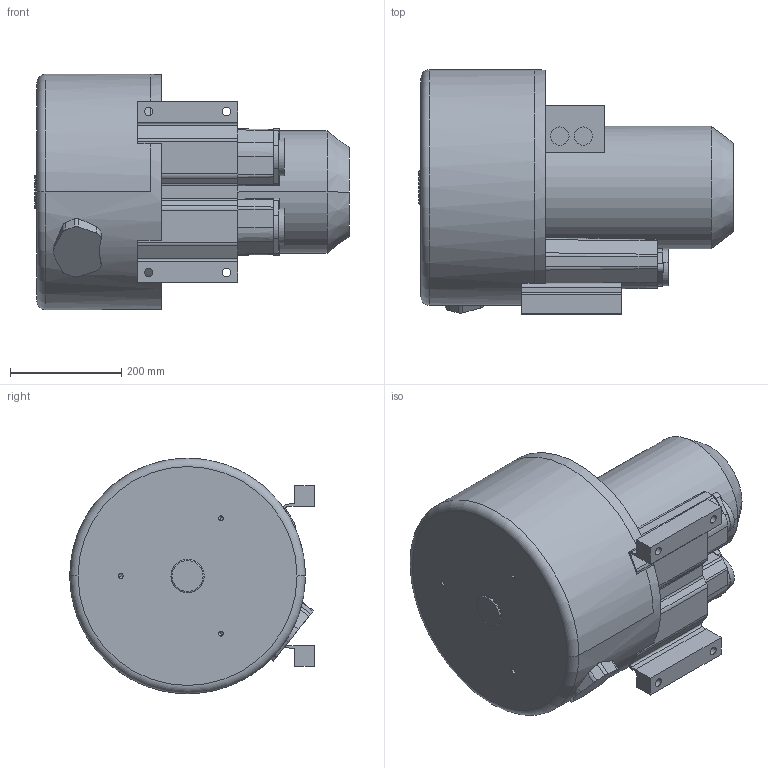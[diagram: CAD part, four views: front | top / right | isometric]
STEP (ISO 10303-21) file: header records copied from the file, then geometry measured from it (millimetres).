
FILE_DESCRIPTION((''),'2;1');
FILE_NAME('VSC0495_2PP401_GEWFL_ASM','2017-08-22T',('cfitz'),('vacuvane vacuum technology gmbh'),'CREO PARAMETRIC BY PTC INC, 2016130','CREO PARAMETRIC BY PTC INC, 2016130','');
FILE_SCHEMA(('CONFIG_CONTROL_DESIGN'));
Length unit declared in the file: millimetre
Products named in the file (3): VSC0495_2PP401_AF0; GEWINDEFLANSCH_2_ZOLL; VSC0495_2PP401_GEWFL_ASM
Assembly tree (3 placements, depth 2):
  VSC0495_2PP401_GEWFL_ASM
    VSC0495_2PP401_AF0
    GEWINDEFLANSCH_2_ZOLL  x2
Bounding box: 566 x 440 x 424 mm (x, y, z)
Volume: 46610976.8 mm3; surface area: 1311996.5 mm2
Topology: 3 solids, 3 shells, 956 faces, 2627 edges, 1729 vertices
Faces by surface type: extrusion 414, plane 355, cylinder 143, cone 40, torus 4
Entity records: 32569 total; most frequent: CARTESIAN_POINT 10536, ORIENTED_EDGE 5046, DIRECTION 3370, EDGE_CURVE 2523, VERTEX_POINT 1675, VECTOR 1658, B_SPLINE_CURVE_WITH_KNOTS 1355, LINE 1244
